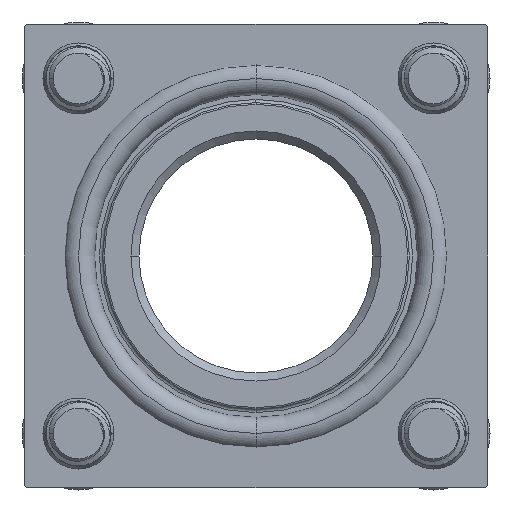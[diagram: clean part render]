
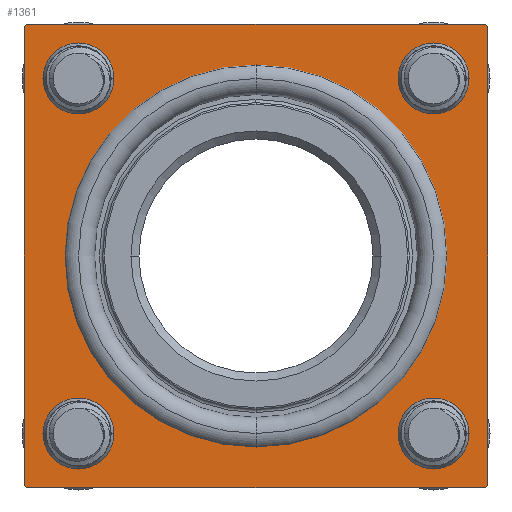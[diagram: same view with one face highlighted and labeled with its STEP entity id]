
A CAD part, front view. The second image highlights one B-rep face of the part: STEP entity #1361.
In plain terms, the highlighted planar face has unit normal (0, -1, 0).
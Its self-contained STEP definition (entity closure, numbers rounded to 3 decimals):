
#2=CARTESIAN_POINT('',(0.,0.,0.));
#3=DIRECTION('',(0.,1.,0.));
#4=DIRECTION('',(0.,0.,-1.));
#5=AXIS2_PLACEMENT_3D('',#2,#3,#4);
#7=CARTESIAN_POINT('',(0.,0.,0.));
#8=DIRECTION('',(0.,1.,0.));
#9=DIRECTION('',(0.,0.,1.));
#10=AXIS2_PLACEMENT_3D('',#7,#8,#9);
#12=CARTESIAN_POINT('',(11.,0.,-11.));
#13=DIRECTION('',(0.,-1.,0.));
#14=DIRECTION('',(1.,0.,0.));
#15=AXIS2_PLACEMENT_3D('',#12,#13,#14);
#17=CARTESIAN_POINT('',(11.,0.,-11.));
#18=DIRECTION('',(0.,-1.,0.));
#19=DIRECTION('',(-1.,0.,0.));
#20=AXIS2_PLACEMENT_3D('',#17,#18,#19);
#22=CARTESIAN_POINT('',(-11.,0.,-11.));
#23=DIRECTION('',(0.,-1.,0.));
#24=DIRECTION('',(0.,0.,-1.));
#25=AXIS2_PLACEMENT_3D('',#22,#23,#24);
#27=CARTESIAN_POINT('',(-11.,0.,-11.));
#28=DIRECTION('',(0.,-1.,0.));
#29=DIRECTION('',(0.,0.,1.));
#30=AXIS2_PLACEMENT_3D('',#27,#28,#29);
#32=CARTESIAN_POINT('',(-11.,0.,11.));
#33=DIRECTION('',(0.,-1.,0.));
#34=DIRECTION('',(-1.,0.,0.));
#35=AXIS2_PLACEMENT_3D('',#32,#33,#34);
#37=CARTESIAN_POINT('',(-11.,0.,11.));
#38=DIRECTION('',(0.,-1.,0.));
#39=DIRECTION('',(1.,0.,0.));
#40=AXIS2_PLACEMENT_3D('',#37,#38,#39);
#42=CARTESIAN_POINT('',(11.,0.,11.));
#43=DIRECTION('',(0.,-1.,0.));
#44=DIRECTION('',(0.,0.,1.));
#45=AXIS2_PLACEMENT_3D('',#42,#43,#44);
#47=CARTESIAN_POINT('',(11.,0.,11.));
#48=DIRECTION('',(0.,-1.,0.));
#49=DIRECTION('',(0.,0.,-1.));
#50=AXIS2_PLACEMENT_3D('',#47,#48,#49);
#72=CARTESIAN_POINT('',(-14.15,0.,14.15));
#73=DIRECTION('',(0.,-1.,0.));
#74=DIRECTION('',(0.,0.,1.));
#75=AXIS2_PLACEMENT_3D('',#72,#73,#74);
#77=DIRECTION('',(1.,0.,0.));
#78=VECTOR('',#77,28.3);
#79=CARTESIAN_POINT('',(-14.15,0.,14.35));
#80=LINE('',#79,#78);
#81=CARTESIAN_POINT('',(14.15,0.,14.15));
#82=DIRECTION('',(0.,-1.,0.));
#83=DIRECTION('',(1.,0.,0.));
#84=AXIS2_PLACEMENT_3D('',#81,#82,#83);
#86=DIRECTION('',(0.,0.,-1.));
#87=VECTOR('',#86,28.3);
#88=CARTESIAN_POINT('',(14.35,0.,14.15));
#89=LINE('',#88,#87);
#90=CARTESIAN_POINT('',(14.15,0.,-14.15));
#91=DIRECTION('',(0.,-1.,0.));
#92=DIRECTION('',(0.,0.,-1.));
#93=AXIS2_PLACEMENT_3D('',#90,#91,#92);
#95=DIRECTION('',(-1.,0.,0.));
#96=VECTOR('',#95,28.3);
#97=CARTESIAN_POINT('',(14.15,0.,-14.35));
#98=LINE('',#97,#96);
#99=CARTESIAN_POINT('',(-14.15,0.,-14.15));
#100=DIRECTION('',(0.,-1.,0.));
#101=DIRECTION('',(-1.,0.,0.));
#102=AXIS2_PLACEMENT_3D('',#99,#100,#101);
#104=DIRECTION('',(0.,0.,1.));
#105=VECTOR('',#104,28.3);
#106=CARTESIAN_POINT('',(-14.35,0.,-14.15));
#107=LINE('',#106,#105);
#1090=CARTESIAN_POINT('',(0.,0.,-11.8));
#1091=CARTESIAN_POINT('',(0.,0.,11.8));
#1092=VERTEX_POINT('',#1090);
#1093=VERTEX_POINT('',#1091);
#1122=CARTESIAN_POINT('',(13.2,0.,-11.));
#1123=CARTESIAN_POINT('',(8.8,0.,-11.));
#1124=VERTEX_POINT('',#1122);
#1125=VERTEX_POINT('',#1123);
#1126=CARTESIAN_POINT('',(-11.,0.,-13.2));
#1127=CARTESIAN_POINT('',(-11.,0.,-8.8));
#1128=VERTEX_POINT('',#1126);
#1129=VERTEX_POINT('',#1127);
#1130=CARTESIAN_POINT('',(-13.2,0.,11.));
#1131=CARTESIAN_POINT('',(-8.8,0.,11.));
#1132=VERTEX_POINT('',#1130);
#1133=VERTEX_POINT('',#1131);
#1134=CARTESIAN_POINT('',(11.,0.,13.2));
#1135=CARTESIAN_POINT('',(11.,0.,8.8));
#1136=VERTEX_POINT('',#1134);
#1137=VERTEX_POINT('',#1135);
#1218=CARTESIAN_POINT('',(-14.15,0.,14.35));
#1219=CARTESIAN_POINT('',(-14.35,0.,14.15));
#1220=VERTEX_POINT('',#1218);
#1221=VERTEX_POINT('',#1219);
#1222=CARTESIAN_POINT('',(14.35,0.,14.15));
#1223=CARTESIAN_POINT('',(14.15,0.,14.35));
#1224=VERTEX_POINT('',#1222);
#1225=VERTEX_POINT('',#1223);
#1226=CARTESIAN_POINT('',(-14.35,0.,-14.15));
#1227=CARTESIAN_POINT('',(-14.15,0.,-14.35));
#1228=VERTEX_POINT('',#1226);
#1229=VERTEX_POINT('',#1227);
#1230=CARTESIAN_POINT('',(14.15,0.,-14.35));
#1231=CARTESIAN_POINT('',(14.35,0.,-14.15));
#1232=VERTEX_POINT('',#1230);
#1233=VERTEX_POINT('',#1231);
#1308=CARTESIAN_POINT('',(0.,0.,0.));
#1309=DIRECTION('',(0.,1.,0.));
#1310=DIRECTION('',(1.,0.,0.));
#1311=AXIS2_PLACEMENT_3D('',#1308,#1309,#1310);
#1312=PLANE('',#1311);
#1314=ORIENTED_EDGE('',*,*,#1313,.F.);
#1316=ORIENTED_EDGE('',*,*,#1315,.T.);
#1318=ORIENTED_EDGE('',*,*,#1317,.F.);
#1320=ORIENTED_EDGE('',*,*,#1319,.T.);
#1322=ORIENTED_EDGE('',*,*,#1321,.F.);
#1324=ORIENTED_EDGE('',*,*,#1323,.T.);
#1326=ORIENTED_EDGE('',*,*,#1325,.F.);
#1328=ORIENTED_EDGE('',*,*,#1327,.T.);
#1329=EDGE_LOOP('',(#1314,#1316,#1318,#1320,#1322,#1324,#1326,#1328));
#1330=FACE_OUTER_BOUND('',#1329,.F.);
#1332=ORIENTED_EDGE('',*,*,#1331,.F.);
#1334=ORIENTED_EDGE('',*,*,#1333,.F.);
#1335=EDGE_LOOP('',(#1332,#1334));
#1336=FACE_BOUND('',#1335,.F.);
#1338=ORIENTED_EDGE('',*,*,#1337,.T.);
#1340=ORIENTED_EDGE('',*,*,#1339,.T.);
#1341=EDGE_LOOP('',(#1338,#1340));
#1342=FACE_BOUND('',#1341,.F.);
#1344=ORIENTED_EDGE('',*,*,#1343,.T.);
#1346=ORIENTED_EDGE('',*,*,#1345,.T.);
#1347=EDGE_LOOP('',(#1344,#1346));
#1348=FACE_BOUND('',#1347,.F.);
#1350=ORIENTED_EDGE('',*,*,#1349,.T.);
#1352=ORIENTED_EDGE('',*,*,#1351,.T.);
#1353=EDGE_LOOP('',(#1350,#1352));
#1354=FACE_BOUND('',#1353,.F.);
#1356=ORIENTED_EDGE('',*,*,#1355,.T.);
#1358=ORIENTED_EDGE('',*,*,#1357,.T.);
#1359=EDGE_LOOP('',(#1356,#1358));
#1360=FACE_BOUND('',#1359,.F.);
#1361=ADVANCED_FACE('',(#1330,#1336,#1342,#1348,#1354,#1360),#1312,.F.);
#6=CIRCLE('',#5,11.8);
#11=CIRCLE('',#10,11.8);
#16=CIRCLE('',#15,2.2);
#21=CIRCLE('',#20,2.2);
#26=CIRCLE('',#25,2.2);
#31=CIRCLE('',#30,2.2);
#36=CIRCLE('',#35,2.2);
#41=CIRCLE('',#40,2.2);
#46=CIRCLE('',#45,2.2);
#51=CIRCLE('',#50,2.2);
#76=CIRCLE('',#75,0.2);
#85=CIRCLE('',#84,0.2);
#94=CIRCLE('',#93,0.2);
#103=CIRCLE('',#102,0.2);
#1313=EDGE_CURVE('',#1220,#1221,#76,.T.);
#1315=EDGE_CURVE('',#1220,#1225,#80,.T.);
#1317=EDGE_CURVE('',#1224,#1225,#85,.T.);
#1319=EDGE_CURVE('',#1224,#1233,#89,.T.);
#1321=EDGE_CURVE('',#1232,#1233,#94,.T.);
#1323=EDGE_CURVE('',#1232,#1229,#98,.T.);
#1325=EDGE_CURVE('',#1228,#1229,#103,.T.);
#1327=EDGE_CURVE('',#1228,#1221,#107,.T.);
#1331=EDGE_CURVE('',#1092,#1093,#6,.T.);
#1333=EDGE_CURVE('',#1093,#1092,#11,.T.);
#1337=EDGE_CURVE('',#1124,#1125,#16,.T.);
#1339=EDGE_CURVE('',#1125,#1124,#21,.T.);
#1343=EDGE_CURVE('',#1128,#1129,#26,.T.);
#1345=EDGE_CURVE('',#1129,#1128,#31,.T.);
#1349=EDGE_CURVE('',#1132,#1133,#36,.T.);
#1351=EDGE_CURVE('',#1133,#1132,#41,.T.);
#1355=EDGE_CURVE('',#1136,#1137,#46,.T.);
#1357=EDGE_CURVE('',#1137,#1136,#51,.T.);
